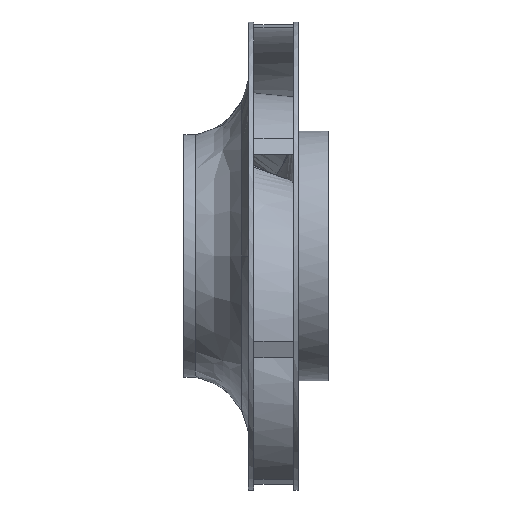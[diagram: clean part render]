
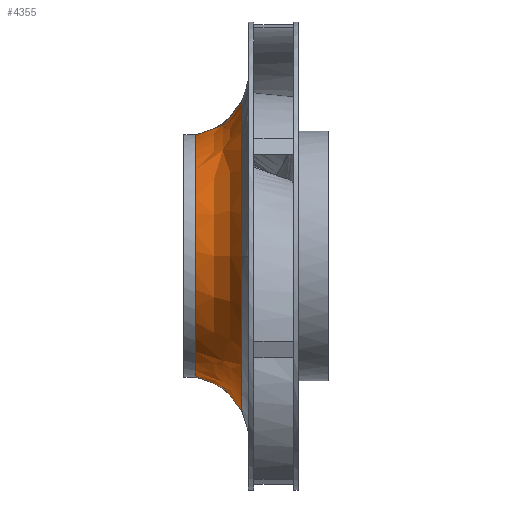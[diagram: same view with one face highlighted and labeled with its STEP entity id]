
A CAD part, left-side view. The second image highlights one B-rep face of the part: STEP entity #4355.
In plain terms, the highlighted free-form (B-spline) face has degree [3, 3] with [4, 4] control points.
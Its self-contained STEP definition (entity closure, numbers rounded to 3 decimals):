
#4355 = ADVANCED_FACE('',(#4356),#4401,.T.);
#4356 = FACE_BOUND('',#4357,.T.);
#4357 = EDGE_LOOP('',(#4358,#4368,#4377,#4385,#4394));
#4358 = ORIENTED_EDGE('',*,*,#4359,.T.);
#4359 = EDGE_CURVE('',#4360,#4362,#4364,.T.);
#4360 = VERTEX_POINT('',#4361);
#4361 = CARTESIAN_POINT('',(0.,179.478,
    -173.627));
#4362 = VERTEX_POINT('',#4363);
#4363 = CARTESIAN_POINT('',(0.,231.353,
    -135.881));
#4364 = ( BOUNDED_CURVE() B_SPLINE_CURVE(2,(#4365,#4366,#4367),
.UNSPECIFIED.,.F.,.F.) B_SPLINE_CURVE_WITH_KNOTS((3,3),(0.,0.956)
,.PIECEWISE_BEZIER_KNOTS.) CURVE() GEOMETRIC_REPRESENTATION_ITEM() 
RATIONAL_B_SPLINE_CURVE((1.,0.888,1.)) REPRESENTATION_ITEM('') 
  );
#4365 = CARTESIAN_POINT('',(0.,179.478,
    -173.627));
#4366 = CARTESIAN_POINT('',(0.,195.638,
    -141.317));
#4367 = CARTESIAN_POINT('',(0.,231.353,
    -135.881));
#4368 = ORIENTED_EDGE('',*,*,#4369,.T.);
#4369 = EDGE_CURVE('',#4362,#4370,#4372,.T.);
#4370 = VERTEX_POINT('',#4371);
#4371 = CARTESIAN_POINT('',(0.,231.353,
    135.881));
#4372 = ( BOUNDED_CURVE() B_SPLINE_CURVE(3,(#4373,#4374,#4375,#4376),
.UNSPECIFIED.,.F.,.F.) B_SPLINE_CURVE_WITH_KNOTS((4,4),(0.,1.),
.PIECEWISE_BEZIER_KNOTS.) CURVE() GEOMETRIC_REPRESENTATION_ITEM() 
RATIONAL_B_SPLINE_CURVE((0.973,0.324,0.324,
0.973)) REPRESENTATION_ITEM('') );
#4373 = CARTESIAN_POINT('',(0.,231.353,-135.881));
#4374 = CARTESIAN_POINT('',(-271.763,231.353,
    -135.881));
#4375 = CARTESIAN_POINT('',(-271.763,231.353,
    135.881));
#4376 = CARTESIAN_POINT('',(0.,231.353,135.881));
#4377 = ORIENTED_EDGE('',*,*,#4378,.T.);
#4378 = EDGE_CURVE('',#4370,#4379,#4381,.T.);
#4379 = VERTEX_POINT('',#4380);
#4380 = CARTESIAN_POINT('',(0.,179.478,
    173.627));
#4381 = ( BOUNDED_CURVE() B_SPLINE_CURVE(2,(#4382,#4383,#4384),
.UNSPECIFIED.,.F.,.F.) B_SPLINE_CURVE_WITH_KNOTS((3,3),(
0.,0.956),.PIECEWISE_BEZIER_KNOTS.) CURVE() 
GEOMETRIC_REPRESENTATION_ITEM() RATIONAL_B_SPLINE_CURVE((1.,
0.888,1.)) REPRESENTATION_ITEM('') );
#4382 = CARTESIAN_POINT('',(0.,231.353,
    135.881));
#4383 = CARTESIAN_POINT('',(0.,195.638,
    141.317));
#4384 = CARTESIAN_POINT('',(0.,179.478,
    173.627));
#4385 = ORIENTED_EDGE('',*,*,#4386,.T.);
#4386 = EDGE_CURVE('',#4379,#4387,#4389,.T.);
#4387 = VERTEX_POINT('',#4388);
#4388 = CARTESIAN_POINT('',(-173.627,179.478,0.));
#4389 = ( BOUNDED_CURVE() B_SPLINE_CURVE(3,(#4390,#4391,#4392,#4393),
.UNSPECIFIED.,.F.,.F.) B_SPLINE_CURVE_WITH_KNOTS((4,4),(0.,1.),
.PIECEWISE_BEZIER_KNOTS.) CURVE() GEOMETRIC_REPRESENTATION_ITEM() 
RATIONAL_B_SPLINE_CURVE((0.973,0.649,0.487,
0.487)) REPRESENTATION_ITEM('') );
#4390 = CARTESIAN_POINT('',(0.,179.478,173.627));
#4391 = CARTESIAN_POINT('',(-86.814,179.478,
    173.627));
#4392 = CARTESIAN_POINT('',(-173.627,179.478,
    115.752));
#4393 = CARTESIAN_POINT('',(-173.627,179.478,0.));
#4394 = ORIENTED_EDGE('',*,*,#4395,.T.);
#4395 = EDGE_CURVE('',#4387,#4360,#4396,.T.);
#4396 = ( BOUNDED_CURVE() B_SPLINE_CURVE(3,(#4397,#4398,#4399,#4400),
.UNSPECIFIED.,.F.,.F.) B_SPLINE_CURVE_WITH_KNOTS((4,4),(0.,1.),
.PIECEWISE_BEZIER_KNOTS.) CURVE() GEOMETRIC_REPRESENTATION_ITEM() 
RATIONAL_B_SPLINE_CURVE((0.487,0.487,0.649,
0.973)) REPRESENTATION_ITEM('') );
#4397 = CARTESIAN_POINT('',(-173.627,179.478,0.));
#4398 = CARTESIAN_POINT('',(-173.627,179.478,
    -115.752));
#4399 = CARTESIAN_POINT('',(-86.814,179.478,
    -173.627));
#4400 = CARTESIAN_POINT('',(0.,179.478,-173.627));
#4401 = ( BOUNDED_SURFACE() B_SPLINE_SURFACE(3,3,(
    (#4402,#4403,#4404,#4405)
    ,(#4406,#4407,#4408,#4409)
    ,(#4410,#4411,#4412,#4413)
    ,(#4414,#4415,#4416,#4417
)),.UNSPECIFIED.,.F.,.F.,.F.) B_SPLINE_SURFACE_WITH_KNOTS((4,4),(4,4),(
    0.,1.),(0.,1.),.PIECEWISE_BEZIER_KNOTS.) 
GEOMETRIC_REPRESENTATION_ITEM() RATIONAL_B_SPLINE_SURFACE((
    (1.,0.333,0.333,1.)
    ,(0.892,0.297,0.297,0.892)
    ,(0.892,0.297,0.297,0.892)
,(1.,0.333,0.333,1.
))) REPRESENTATION_ITEM('') SURFACE() );
#4402 = CARTESIAN_POINT('',(0.,238.288,135.179));
#4403 = CARTESIAN_POINT('',(-270.357,238.288,
    135.179));
#4404 = CARTESIAN_POINT('',(-270.357,238.288,
    -135.179));
#4405 = CARTESIAN_POINT('',(0.,238.288,-135.179));
#4406 = CARTESIAN_POINT('',(0.,209.842,136.631));
#4407 = CARTESIAN_POINT('',(-273.262,209.842,
    136.631));
#4408 = CARTESIAN_POINT('',(-273.262,209.842,
    -136.631));
#4409 = CARTESIAN_POINT('',(0.,209.842,-136.631));
#4410 = CARTESIAN_POINT('',(0.,186.81,153.39));
#4411 = CARTESIAN_POINT('',(-306.779,186.81,
    153.39));
#4412 = CARTESIAN_POINT('',(-306.779,186.81,
    -153.39));
#4413 = CARTESIAN_POINT('',(0.,186.81,-153.39));
#4414 = CARTESIAN_POINT('',(0.,176.675,180.009));
#4415 = CARTESIAN_POINT('',(-360.019,176.675,
    180.009));
#4416 = CARTESIAN_POINT('',(-360.019,176.675,
    -180.009));
#4417 = CARTESIAN_POINT('',(0.,176.675,-180.009));
